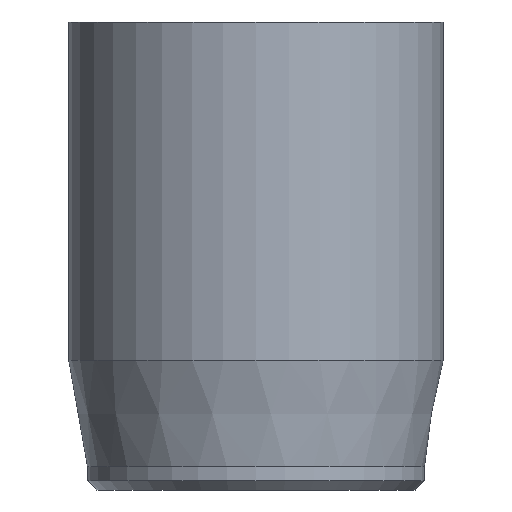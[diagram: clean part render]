
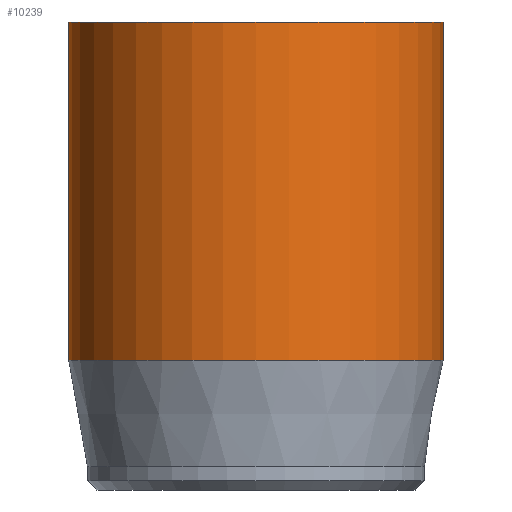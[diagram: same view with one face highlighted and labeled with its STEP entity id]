
A CAD part, front view. The second image highlights one B-rep face of the part: STEP entity #10239.
In plain terms, the highlighted cylindrical face has radius 4 mm (diameter 8 mm), a full revolution.
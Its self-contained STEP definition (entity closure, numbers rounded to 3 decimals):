
#38=CYLINDRICAL_SURFACE('',#10718,4.);
#55=CIRCLE('',#10691,4.);
#67=CIRCLE('',#10716,4.);
#68=CIRCLE('',#10717,4.);
#627=FACE_OUTER_BOUND('',#1222,.T.);
#1222=EDGE_LOOP('',(#8034,#8035,#8036,#8037,#8038));
#1936=LINE('',#16252,#2767);
#2767=VECTOR('',#11500,4.);
#4396=VERTEX_POINT('',#16203);
#4408=VERTEX_POINT('',#16246);
#4409=VERTEX_POINT('',#16247);
#5686=EDGE_CURVE('',#4396,#4396,#55,.T.);
#5704=EDGE_CURVE('',#4408,#4409,#67,.T.);
#5705=EDGE_CURVE('',#4409,#4408,#68,.T.);
#5707=EDGE_CURVE('',#4396,#4408,#1936,.T.);
#8034=ORIENTED_EDGE('',*,*,#5686,.T.);
#8035=ORIENTED_EDGE('',*,*,#5707,.T.);
#8036=ORIENTED_EDGE('',*,*,#5704,.T.);
#8037=ORIENTED_EDGE('',*,*,#5705,.T.);
#8038=ORIENTED_EDGE('',*,*,#5707,.F.);
#10239=ADVANCED_FACE('',(#627),#38,.T.);
#10691=AXIS2_PLACEMENT_3D('',#16204,#11437,#11438);
#10716=AXIS2_PLACEMENT_3D('',#16248,#11493,#11494);
#10717=AXIS2_PLACEMENT_3D('',#16249,#11495,#11496);
#10718=AXIS2_PLACEMENT_3D('',#16251,#11498,#11499);
#11437=DIRECTION('center_axis',(0.,0.,-1.));
#11438=DIRECTION('ref_axis',(-1.,0.,0.));
#11493=DIRECTION('center_axis',(0.,0.,1.));
#11494=DIRECTION('ref_axis',(-1.,0.,0.));
#11495=DIRECTION('center_axis',(0.,0.,1.));
#11496=DIRECTION('ref_axis',(-1.,0.,0.));
#11498=DIRECTION('center_axis',(0.,0.,1.));
#11499=DIRECTION('ref_axis',(-1.,0.,0.));
#11500=DIRECTION('',(0.,0.,-1.));
#16203=CARTESIAN_POINT('',(4.,0.,10.));
#16204=CARTESIAN_POINT('Origin',(0.,0.,10.));
#16246=CARTESIAN_POINT('',(4.,0.,2.769));
#16247=CARTESIAN_POINT('',(-4.,0.,2.769));
#16248=CARTESIAN_POINT('Origin',(0.,0.,2.769));
#16249=CARTESIAN_POINT('Origin',(0.,0.,2.769));
#16251=CARTESIAN_POINT('Origin',(0.,0.,0.));
#16252=CARTESIAN_POINT('',(4.,0.,0.));
